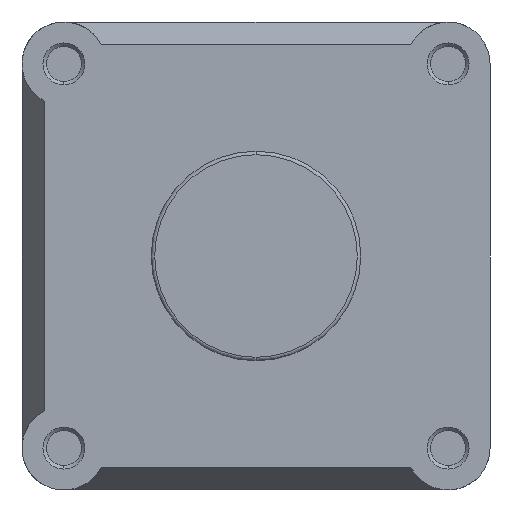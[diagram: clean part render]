
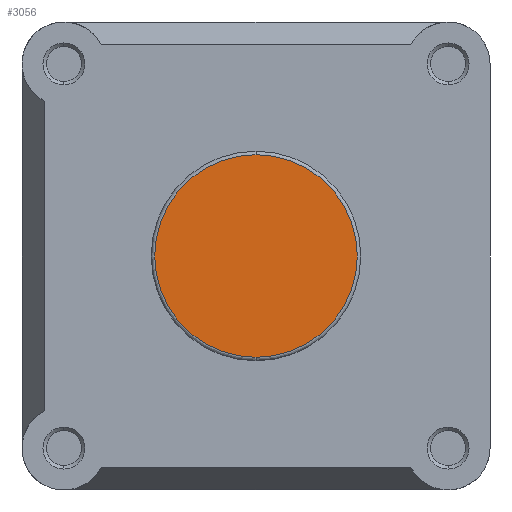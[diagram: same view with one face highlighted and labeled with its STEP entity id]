
A CAD part, left-side view. The second image highlights one B-rep face of the part: STEP entity #3056.
In plain terms, the highlighted planar face has unit normal (-1, 0, 0).
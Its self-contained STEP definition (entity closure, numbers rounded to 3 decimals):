
#19 = VERTEX_POINT ( 'NONE', #266 ) ;
#25 = VERTEX_POINT ( 'NONE', #272 ) ;
#266 = CARTESIAN_POINT ( 'NONE',  ( 0., 0., 29. ) ) ;
#272 = CARTESIAN_POINT ( 'NONE',  ( 0., 0., -29. ) ) ;
#853 = AXIS2_PLACEMENT_3D ( 'NONE', #5176, #5183, #5184 ) ;
#3056 = ADVANCED_FACE ( 'NONE', ( #5431 ), #4769, .F. ) ;
#3122 = EDGE_CURVE ( 'NONE', #19, #25, #5547, .T. ) ;
#3208 = EDGE_CURVE ( 'NONE', #25, #19, #5656, .T. ) ;
#4034 = AXIS2_PLACEMENT_3D ( 'NONE', #4768, #4770, #4771 ) ;
#4089 = AXIS2_PLACEMENT_3D ( 'NONE', #4980, #4985, #4986 ) ;
#4768 = CARTESIAN_POINT ( 'NONE',  ( 0., 30., 0. ) ) ;
#4769 = PLANE ( 'NONE',  #4034 ) ;
#4770 = DIRECTION ( 'NONE',  ( 1., 0., 0. ) ) ;
#4771 = DIRECTION ( 'NONE',  ( 0., 0., -1. ) ) ;
#4980 = CARTESIAN_POINT ( 'NONE',  ( 0., 0., 0. ) ) ;
#4985 = DIRECTION ( 'NONE',  ( -1., 0., 0. ) ) ;
#4986 = DIRECTION ( 'NONE',  ( 0., 0., -1. ) ) ;
#5176 = CARTESIAN_POINT ( 'NONE',  ( 0., 0., 0. ) ) ;
#5183 = DIRECTION ( 'NONE',  ( -1., 0., 0. ) ) ;
#5184 = DIRECTION ( 'NONE',  ( 0., 0., -1. ) ) ;
#5431 = FACE_OUTER_BOUND ( 'NONE', #7664, .T. ) ;
#5547 = CIRCLE ( 'NONE', #4089, 29. ) ;
#5656 = CIRCLE ( 'NONE', #853, 29. ) ;
#7390 = ORIENTED_EDGE ( 'NONE', *, *, #3208, .T. ) ;
#7391 = ORIENTED_EDGE ( 'NONE', *, *, #3122, .T. ) ;
#7664 = EDGE_LOOP ( 'NONE', ( #7390, #7391 ) ) ;
